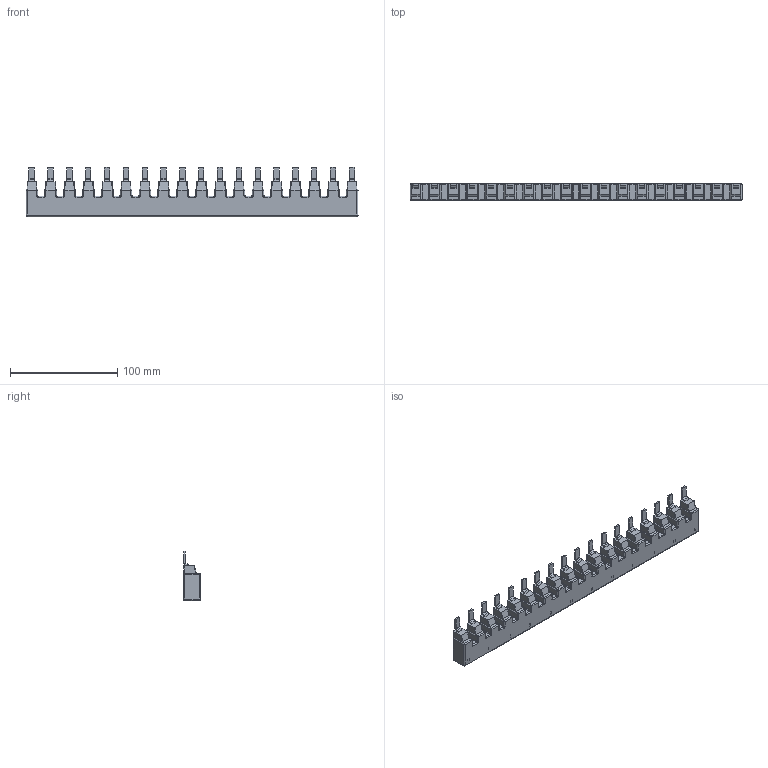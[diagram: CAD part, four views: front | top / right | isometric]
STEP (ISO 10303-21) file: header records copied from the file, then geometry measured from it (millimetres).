
FILE_DESCRIPTION (( 'STEP AP203' ), '1' );
FILE_NAME ('ZSVUL16-1P-1TE18SP.step', '2023-08-21T11:04:04', ( '' ), ( '' ), 'SwSTEP 2.0', 'SolidWorks 2021', '' );
FILE_SCHEMA (( 'CONFIG_CONTROL_DESIGN' ));
Length unit declared in the file: inch
Products named in the file (1): ZSVUL16-1P-1TE18SP
Bounding box: 310.2 x 15.5 x 46 mm (x, y, z)
Volume: 125466.1 mm3; surface area: 36865.9 mm2
Topology: 1 solids, 79 shells, 1446 faces, 3523 edges, 2211 vertices
Faces by surface type: plane 854, cylinder 448, bspline 110, torus 34
Entity records: 44802 total; most frequent: CARTESIAN_POINT 11488, ORIENTED_EDGE 6962, DIRECTION 6645, EDGE_CURVE 3481, LINE 2421, VECTOR 2421, VERTEX_POINT 2211, AXIS2_PLACEMENT_3D 2112
